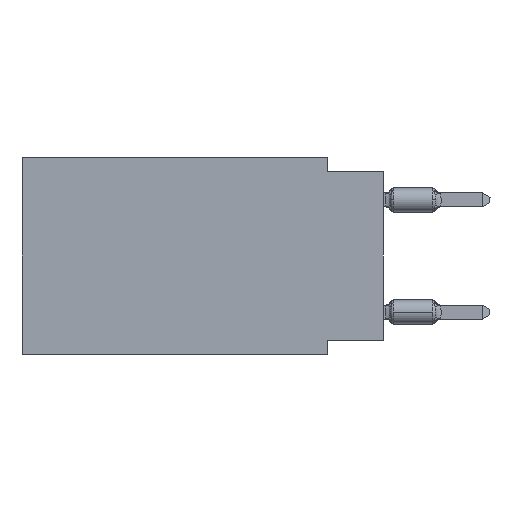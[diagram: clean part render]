
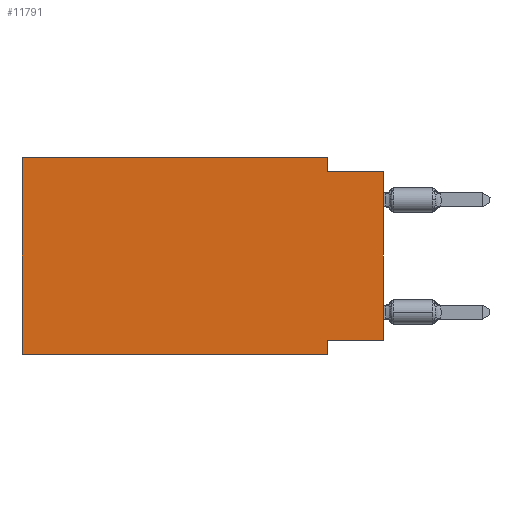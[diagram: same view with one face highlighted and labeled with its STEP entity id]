
A CAD part, left-side view. The second image highlights one B-rep face of the part: STEP entity #11791.
In plain terms, the highlighted planar face has unit normal (-1, 0, 0).
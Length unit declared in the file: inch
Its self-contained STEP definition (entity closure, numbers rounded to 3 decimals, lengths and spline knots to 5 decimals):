
#1387 = CARTESIAN_POINT ( 'NONE',  ( 0., 0., 0. ) ) ;
#1843 = FACE_OUTER_BOUND ( 'NONE', #2786, .T. ) ;
#1981 = DIRECTION ( 'NONE',  ( 1., 0., 0. ) ) ;
#2131 = VECTOR ( 'NONE', #11496, 39.37008 ) ;
#2231 = VECTOR ( 'NONE', #2514, 39.37008 ) ;
#2318 = VERTEX_POINT ( 'NONE', #17905 ) ;
#2514 = DIRECTION ( 'NONE',  ( 0., -1., 0. ) ) ;
#2786 = EDGE_LOOP ( 'NONE', ( #20186, #11467, #11390, #19988, #18758, #13207, #28160, #8699 ) ) ;
#3218 = LINE ( 'NONE', #17088, #24410 ) ;
#3801 = DIRECTION ( 'NONE',  ( 0., 0., -1. ) ) ;
#4178 = CARTESIAN_POINT ( 'NONE',  ( 0., 0.1, -0.35 ) ) ;
#4250 = CARTESIAN_POINT ( 'NONE',  ( 0., 0.645, 0. ) ) ;
#4813 = LINE ( 'NONE', #13982, #19749 ) ;
#4817 = EDGE_CURVE ( 'NONE', #10388, #23217, #13802, .T. ) ;
#4922 = EDGE_CURVE ( 'NONE', #12868, #2318, #18958, .T. ) ;
#5302 = EDGE_CURVE ( 'NONE', #23423, #2318, #15383, .T. ) ;
#5360 = CARTESIAN_POINT ( 'NONE',  ( 0., 0.645, 0. ) ) ;
#5618 = DIRECTION ( 'NONE',  ( 0., 1., 0. ) ) ;
#7338 = DIRECTION ( 'NONE',  ( 0., -1., 0. ) ) ;
#7503 = CARTESIAN_POINT ( 'NONE',  ( 0., 0., -0.025 ) ) ;
#8194 = CARTESIAN_POINT ( 'NONE',  ( 0., 0., -0.325 ) ) ;
#8498 = DIRECTION ( 'NONE',  ( 0., -1., 0. ) ) ;
#8699 = ORIENTED_EDGE ( 'NONE', *, *, #12807, .F. ) ;
#10388 = VERTEX_POINT ( 'NONE', #21227 ) ;
#10729 = LINE ( 'NONE', #29112, #11203 ) ;
#11203 = VECTOR ( 'NONE', #8498, 39.37008 ) ;
#11377 = VECTOR ( 'NONE', #26839, 39.37008 ) ;
#11378 = AXIS2_PLACEMENT_3D ( 'NONE', #4250, #1981, #3801 ) ;
#11390 = ORIENTED_EDGE ( 'NONE', *, *, #21937, .F. ) ;
#11467 = ORIENTED_EDGE ( 'NONE', *, *, #4922, .F. ) ;
#11496 = DIRECTION ( 'NONE',  ( 0., 0., 1. ) ) ;
#11570 = VERTEX_POINT ( 'NONE', #14470 ) ;
#11791 = ADVANCED_FACE ( 'NONE', ( #1843 ), #24875, .F. ) ;
#12058 = DIRECTION ( 'NONE',  ( 0., 0., -1. ) ) ;
#12091 = VERTEX_POINT ( 'NONE', #4178 ) ;
#12807 = EDGE_CURVE ( 'NONE', #23423, #11570, #3218, .T. ) ;
#12868 = VERTEX_POINT ( 'NONE', #26702 ) ;
#13207 = ORIENTED_EDGE ( 'NONE', *, *, #23454, .T. ) ;
#13802 = LINE ( 'NONE', #5360, #28699 ) ;
#13982 = CARTESIAN_POINT ( 'NONE',  ( 0., 0.1, -0.35 ) ) ;
#14470 = CARTESIAN_POINT ( 'NONE',  ( 0., 0.1, -0.325 ) ) ;
#15383 = LINE ( 'NONE', #1387, #11377 ) ;
#16215 = CARTESIAN_POINT ( 'NONE',  ( 0., 0.1, 0. ) ) ;
#16281 = VERTEX_POINT ( 'NONE', #22813 ) ;
#16641 = CARTESIAN_POINT ( 'NONE',  ( 0., 0.645, 0. ) ) ;
#17078 = CARTESIAN_POINT ( 'NONE',  ( 0., 0.1, 0. ) ) ;
#17088 = CARTESIAN_POINT ( 'NONE',  ( 0., 0., -0.325 ) ) ;
#17905 = CARTESIAN_POINT ( 'NONE',  ( 0., 0., -0.025 ) ) ;
#18565 = DIRECTION ( 'NONE',  ( 0., 0., -1. ) ) ;
#18758 = ORIENTED_EDGE ( 'NONE', *, *, #28688, .F. ) ;
#18958 = LINE ( 'NONE', #7503, #2231 ) ;
#19749 = VECTOR ( 'NONE', #18565, 39.37008 ) ;
#19950 = EDGE_CURVE ( 'NONE', #11570, #12091, #4813, .T. ) ;
#19988 = ORIENTED_EDGE ( 'NONE', *, *, #4817, .F. ) ;
#20186 = ORIENTED_EDGE ( 'NONE', *, *, #5302, .T. ) ;
#20773 = VECTOR ( 'NONE', #12058, 39.37008 ) ;
#20852 = LINE ( 'NONE', #16641, #2131 ) ;
#21227 = CARTESIAN_POINT ( 'NONE',  ( 0., 0.645, 0. ) ) ;
#21937 = EDGE_CURVE ( 'NONE', #23217, #12868, #27902, .T. ) ;
#22813 = CARTESIAN_POINT ( 'NONE',  ( 0., 0.645, -0.35 ) ) ;
#23217 = VERTEX_POINT ( 'NONE', #16215 ) ;
#23423 = VERTEX_POINT ( 'NONE', #8194 ) ;
#23454 = EDGE_CURVE ( 'NONE', #16281, #12091, #10729, .T. ) ;
#24410 = VECTOR ( 'NONE', #5618, 39.37008 ) ;
#24875 = PLANE ( 'NONE',  #11378 ) ;
#26702 = CARTESIAN_POINT ( 'NONE',  ( 0., 0.1, -0.025 ) ) ;
#26839 = DIRECTION ( 'NONE',  ( 0., 0., 1. ) ) ;
#27902 = LINE ( 'NONE', #17078, #20773 ) ;
#28160 = ORIENTED_EDGE ( 'NONE', *, *, #19950, .F. ) ;
#28688 = EDGE_CURVE ( 'NONE', #16281, #10388, #20852, .T. ) ;
#28699 = VECTOR ( 'NONE', #7338, 39.37008 ) ;
#29112 = CARTESIAN_POINT ( 'NONE',  ( 0., 0.645, -0.35 ) ) ;
